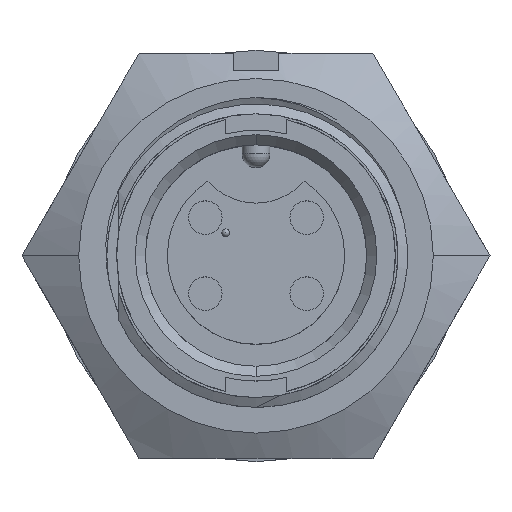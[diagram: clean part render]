
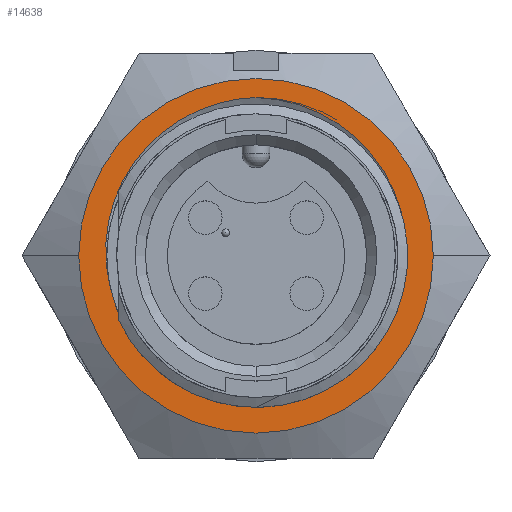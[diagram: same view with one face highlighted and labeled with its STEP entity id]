
A CAD part, top view. The second image highlights one B-rep face of the part: STEP entity #14638.
In plain terms, the highlighted planar face has unit normal (0, 0, 1).
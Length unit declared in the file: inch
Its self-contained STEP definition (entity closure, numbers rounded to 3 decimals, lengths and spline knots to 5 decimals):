
#155 = CARTESIAN_POINT ( 'NONE',  ( 0.28876, -0.05788, -0.318 ) ) ;
#256 = CARTESIAN_POINT ( 'NONE',  ( 0., 0.3125, -0.318 ) ) ;
#616 = CARTESIAN_POINT ( 'NONE',  ( 0., 0., -0.318 ) ) ;
#617 = DIRECTION ( 'NONE',  ( 0., 0., -1. ) ) ;
#618 = DIRECTION ( 'NONE',  ( -1., 0., 0. ) ) ;
#785 = CARTESIAN_POINT ( 'NONE',  ( 0., 0., -0.318 ) ) ;
#786 = DIRECTION ( 'NONE',  ( 0., 0., 1. ) ) ;
#787 = DIRECTION ( 'NONE',  ( 1., 0., 0. ) ) ;
#1979 = PLANE ( 'NONE',  #13529 ) ;
#1980 = CARTESIAN_POINT ( 'NONE',  ( -0.23094, -0.4, -0.318 ) ) ;
#1981 = DIRECTION ( 'NONE',  ( 0., 0., -1. ) ) ;
#1982 = DIRECTION ( 'NONE',  ( -1., 0., 0. ) ) ;
#2324 = VERTEX_POINT ( 'NONE', #4585 ) ;
#2325 = VERTEX_POINT ( 'NONE', #4607 ) ;
#2326 = VERTEX_POINT ( 'NONE', #4614 ) ;
#3736 = FACE_BOUND ( 'NONE', #13427, .T. ) ;
#3841 = CIRCLE ( 'NONE', #3849, 0.35 ) ;
#3849 = AXIS2_PLACEMENT_3D ( 'NONE', #616, #617, #618 ) ;
#3889 = AXIS2_PLACEMENT_3D ( 'NONE', #785, #786, #787 ) ;
#3891 = CIRCLE ( 'NONE', #3889, 0.2945 ) ;
#4039 = FACE_OUTER_BOUND ( 'NONE', #13483, .T. ) ;
#4041 = ORIENTED_EDGE ( 'NONE', *, *, #10850, .T. ) ;
#4396 = ORIENTED_EDGE ( 'NONE', *, *, #10895, .T. ) ;
#4438 = ORIENTED_EDGE ( 'NONE', *, *, #14533, .F. ) ;
#4461 = ORIENTED_EDGE ( 'NONE', *, *, #14506, .F. ) ;
#4477 = ORIENTED_EDGE ( 'NONE', *, *, #10832, .F. ) ;
#4585 = CARTESIAN_POINT ( 'NONE',  ( 0.35, 0., -0.318 ) ) ;
#4607 = CARTESIAN_POINT ( 'NONE',  ( -0.35, 0., -0.318 ) ) ;
#4614 = CARTESIAN_POINT ( 'NONE',  ( -0.28876, -0.05788, -0.318 ) ) ;
#6489 = CIRCLE ( 'NONE', #6496, 0.35 ) ;
#6496 = AXIS2_PLACEMENT_3D ( 'NONE', #10749, #10750, #10751 ) ;
#8067 = B_SPLINE_CURVE_WITH_KNOTS ( 'NONE', 3,
 ( #11391, #11392, #11393, #11394, #11395, #11396, #11397, #11398, #11399, #11400, #11401, #11402, #11403, #11404, #11405, #11406, #11407, #11408, #11409, #11410 ),
 .UNSPECIFIED., .F., .F.,
 ( 4, 2, 2, 2, 2, 2, 2, 2, 2, 4 ),
 ( 0., 0.00086, 0.00171, 0.00343, 0.00514, 0.00685, 0.00856, 0.01028, 0.01199, 0.0137 ),
 .UNSPECIFIED. ) ;
#8068 = B_SPLINE_CURVE_WITH_KNOTS ( 'NONE', 3,
 ( #11577, #11578, #11579, #11580, #11581, #11582, #11583, #11584, #11585, #11586, #11587, #11588, #11589, #11590, #11591, #11592, #11593, #11594, #11595, #11596 ),
 .UNSPECIFIED., .F., .F.,
 ( 4, 2, 2, 2, 2, 2, 2, 2, 2, 4 ),
 ( 0., 0.00086, 0.00171, 0.00343, 0.00514, 0.00685, 0.00856, 0.01028, 0.01199, 0.0137 ),
 .UNSPECIFIED. ) ;
#10749 = CARTESIAN_POINT ( 'NONE',  ( 0., 0., -0.318 ) ) ;
#10750 = DIRECTION ( 'NONE',  ( 0., 0., -1. ) ) ;
#10751 = DIRECTION ( 'NONE',  ( -1., 0., 0. ) ) ;
#10832 = EDGE_CURVE ( 'NONE', #2324, #2325, #6489, .T. ) ;
#10850 = EDGE_CURVE ( 'NONE', #2326, #13262, #8067, .T. ) ;
#10895 = EDGE_CURVE ( 'NONE', #13262, #13152, #8068, .T. ) ;
#11391 = CARTESIAN_POINT ( 'NONE',  ( -0.28876, -0.05788, -0.318 ) ) ;
#11392 = CARTESIAN_POINT ( 'NONE',  ( -0.29136, -0.04691, -0.318 ) ) ;
#11393 = CARTESIAN_POINT ( 'NONE',  ( -0.29331, -0.03584, -0.318 ) ) ;
#11394 = CARTESIAN_POINT ( 'NONE',  ( -0.29594, -0.01351, -0.318 ) ) ;
#11395 = CARTESIAN_POINT ( 'NONE',  ( -0.2966, -0.00224, -0.318 ) ) ;
#11396 = CARTESIAN_POINT ( 'NONE',  ( -0.2967, 0.03127, -0.318 ) ) ;
#11397 = CARTESIAN_POINT ( 'NONE',  ( -0.2943, 0.05346, -0.318 ) ) ;
#11398 = CARTESIAN_POINT ( 'NONE',  ( -0.28445, 0.09743, -0.318 ) ) ;
#11399 = CARTESIAN_POINT ( 'NONE',  ( -0.27717, 0.11846, -0.318 ) ) ;
#11400 = CARTESIAN_POINT ( 'NONE',  ( -0.25809, 0.15867, -0.318 ) ) ;
#11401 = CARTESIAN_POINT ( 'NONE',  ( -0.24611, 0.178, -0.318 ) ) ;
#11402 = CARTESIAN_POINT ( 'NONE',  ( -0.21858, 0.21298, -0.318 ) ) ;
#11403 = CARTESIAN_POINT ( 'NONE',  ( -0.20298, 0.22885, -0.318 ) ) ;
#11404 = CARTESIAN_POINT ( 'NONE',  ( -0.16811, 0.25734, -0.318 ) ) ;
#11405 = CARTESIAN_POINT ( 'NONE',  ( -0.14941, 0.26946, -0.318 ) ) ;
#11406 = CARTESIAN_POINT ( 'NONE',  ( -0.10971, 0.28953, -0.318 ) ) ;
#11407 = CARTESIAN_POINT ( 'NONE',  ( -0.0885, 0.29751, -0.318 ) ) ;
#11408 = CARTESIAN_POINT ( 'NONE',  ( -0.04496, 0.30862, -0.318 ) ) ;
#11409 = CARTESIAN_POINT ( 'NONE',  ( -0.02252, 0.3118, -0.318 ) ) ;
#11410 = CARTESIAN_POINT ( 'NONE',  ( 0., 0.3125, -0.318 ) ) ;
#11577 = CARTESIAN_POINT ( 'NONE',  ( 0., 0.3125, -0.318 ) ) ;
#11578 = CARTESIAN_POINT ( 'NONE',  ( 0.01126, 0.31215, -0.318 ) ) ;
#11579 = CARTESIAN_POINT ( 'NONE',  ( 0.02246, 0.31119, -0.318 ) ) ;
#11580 = CARTESIAN_POINT ( 'NONE',  ( 0.04473, 0.30804, -0.318 ) ) ;
#11581 = CARTESIAN_POINT ( 'NONE',  ( 0.0558, 0.30585, -0.318 ) ) ;
#11582 = CARTESIAN_POINT ( 'NONE',  ( 0.08828, 0.29757, -0.318 ) ) ;
#11583 = CARTESIAN_POINT ( 'NONE',  ( 0.1092, 0.28976, -0.318 ) ) ;
#11584 = CARTESIAN_POINT ( 'NONE',  ( 0.14943, 0.26947, -0.318 ) ) ;
#11585 = CARTESIAN_POINT ( 'NONE',  ( 0.16807, 0.25734, -0.318 ) ) ;
#11586 = CARTESIAN_POINT ( 'NONE',  ( 0.20255, 0.22923, -0.318 ) ) ;
#11587 = CARTESIAN_POINT ( 'NONE',  ( 0.21849, 0.2131, -0.318 ) ) ;
#11588 = CARTESIAN_POINT ( 'NONE',  ( 0.24626, 0.1778, -0.318 ) ) ;
#11589 = CARTESIAN_POINT ( 'NONE',  ( 0.25816, 0.15857, -0.318 ) ) ;
#11590 = CARTESIAN_POINT ( 'NONE',  ( 0.27742, 0.11786, -0.318 ) ) ;
#11591 = CARTESIAN_POINT ( 'NONE',  ( 0.28463, 0.09675, -0.318 ) ) ;
#11592 = CARTESIAN_POINT ( 'NONE',  ( 0.2943, 0.05334, -0.318 ) ) ;
#11593 = CARTESIAN_POINT ( 'NONE',  ( 0.29673, 0.03074, -0.318 ) ) ;
#11594 = CARTESIAN_POINT ( 'NONE',  ( 0.29654, -0.01383, -0.318 ) ) ;
#11595 = CARTESIAN_POINT ( 'NONE',  ( 0.29395, -0.03594, -0.318 ) ) ;
#11596 = CARTESIAN_POINT ( 'NONE',  ( 0.28876, -0.05788, -0.318 ) ) ;
#13152 = VERTEX_POINT ( 'NONE', #155 ) ;
#13262 = VERTEX_POINT ( 'NONE', #256 ) ;
#13427 = EDGE_LOOP ( 'NONE', ( #4041, #4396, #4438 ) ) ;
#13483 = EDGE_LOOP ( 'NONE', ( #4461, #4477 ) ) ;
#13529 = AXIS2_PLACEMENT_3D ( 'NONE', #1980, #1981, #1982 ) ;
#14506 = EDGE_CURVE ( 'NONE', #2325, #2324, #3841, .T. ) ;
#14533 = EDGE_CURVE ( 'NONE', #2326, #13152, #3891, .T. ) ;
#14638 = ADVANCED_FACE ( 'NONE', ( #3736, #4039 ), #1979, .F. ) ;
